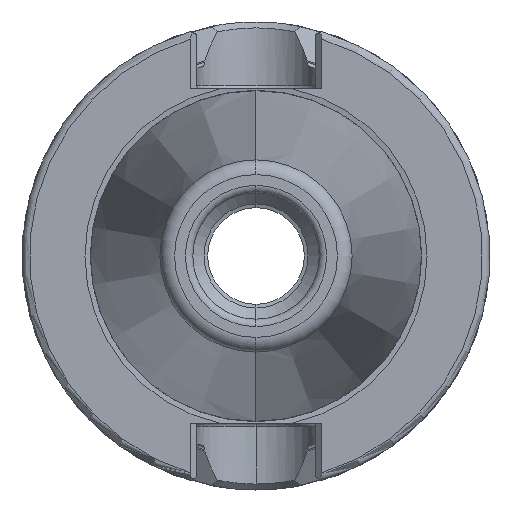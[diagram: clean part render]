
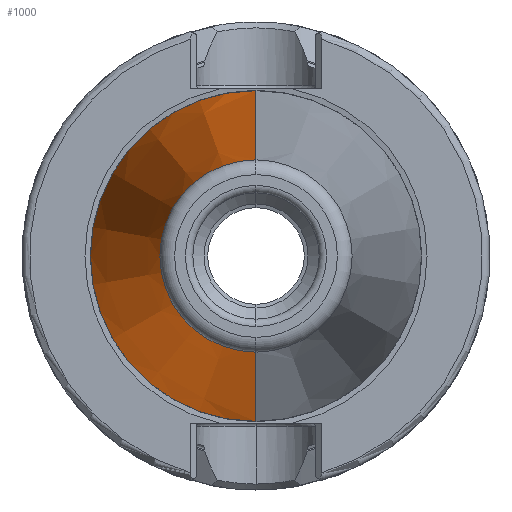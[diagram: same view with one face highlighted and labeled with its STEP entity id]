
A CAD part, left-side view. The second image highlights one B-rep face of the part: STEP entity #1000.
In plain terms, the highlighted conical face has half-angle 8.297 degrees and reference radius 22.298 mm.
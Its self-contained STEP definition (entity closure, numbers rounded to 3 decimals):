
#59 = CARTESIAN_POINT ( 'NONE',  ( -89.5, 0., 0. ) ) ;
#470 = CARTESIAN_POINT ( 'NONE',  ( -89.5, 0., 0. ) ) ;
#477 = VERTEX_POINT ( 'NONE', #1438 ) ;
#569 = EDGE_LOOP ( 'NONE', ( #2054, #2098, #1672, #2876 ) ) ;
#658 = VERTEX_POINT ( 'NONE', #2880 ) ;
#805 = DIRECTION ( 'NONE',  ( 0., 0., 1. ) ) ;
#823 = VERTEX_POINT ( 'NONE', #1293 ) ;
#1000 = ADVANCED_FACE ( 'NONE', ( #2341 ), #3482, .T. ) ;
#1077 = CARTESIAN_POINT ( 'NONE',  ( -89.5, 0., -22.298 ) ) ;
#1137 = DIRECTION ( 'NONE',  ( -1., 0., 0. ) ) ;
#1225 = LINE ( 'NONE', #1952, #2892 ) ;
#1282 = DIRECTION ( 'NONE',  ( 0.99, 0., 0.144 ) ) ;
#1293 = CARTESIAN_POINT ( 'NONE',  ( -153.689, 0., 12.937 ) ) ;
#1303 = VERTEX_POINT ( 'NONE', #3493 ) ;
#1417 = DIRECTION ( 'NONE',  ( 1., 0., 0. ) ) ;
#1438 = CARTESIAN_POINT ( 'NONE',  ( -89.5, 0., -22.298 ) ) ;
#1475 = AXIS2_PLACEMENT_3D ( 'NONE', #59, #1417, #3639 ) ;
#1672 = ORIENTED_EDGE ( 'NONE', *, *, #2746, .T. ) ;
#1804 = CIRCLE ( 'NONE', #1971, 12.937 ) ;
#1952 = CARTESIAN_POINT ( 'NONE',  ( -89.5, 0., 22.298 ) ) ;
#1971 = AXIS2_PLACEMENT_3D ( 'NONE', #3093, #1137, #3388 ) ;
#1996 = EDGE_CURVE ( 'NONE', #1303, #477, #3397, .T. ) ;
#2054 = ORIENTED_EDGE ( 'NONE', *, *, #3739, .F. ) ;
#2098 = ORIENTED_EDGE ( 'NONE', *, *, #3018, .T. ) ;
#2313 = AXIS2_PLACEMENT_3D ( 'NONE', #470, #2811, #805 ) ;
#2341 = FACE_OUTER_BOUND ( 'NONE', #569, .T. ) ;
#2593 = VECTOR ( 'NONE', #3329, 1000. ) ;
#2746 = EDGE_CURVE ( 'NONE', #658, #477, #3024, .T. ) ;
#2811 = DIRECTION ( 'NONE',  ( -1., 0., 0. ) ) ;
#2876 = ORIENTED_EDGE ( 'NONE', *, *, #1996, .F. ) ;
#2880 = CARTESIAN_POINT ( 'NONE',  ( -89.5, 0., 22.298 ) ) ;
#2892 = VECTOR ( 'NONE', #1282, 1000. ) ;
#3018 = EDGE_CURVE ( 'NONE', #823, #658, #1225, .T. ) ;
#3024 = CIRCLE ( 'NONE', #2313, 22.298 ) ;
#3093 = CARTESIAN_POINT ( 'NONE',  ( -153.689, 0., 0. ) ) ;
#3329 = DIRECTION ( 'NONE',  ( 0.99, 0., -0.144 ) ) ;
#3388 = DIRECTION ( 'NONE',  ( 0., 0., 1. ) ) ;
#3397 = LINE ( 'NONE', #1077, #2593 ) ;
#3482 = CONICAL_SURFACE ( 'NONE', #1475, 22.298, 0.145 ) ;
#3493 = CARTESIAN_POINT ( 'NONE',  ( -153.689, 0., -12.937 ) ) ;
#3639 = DIRECTION ( 'NONE',  ( 0., 0., -1. ) ) ;
#3739 = EDGE_CURVE ( 'NONE', #823, #1303, #1804, .T. ) ;
